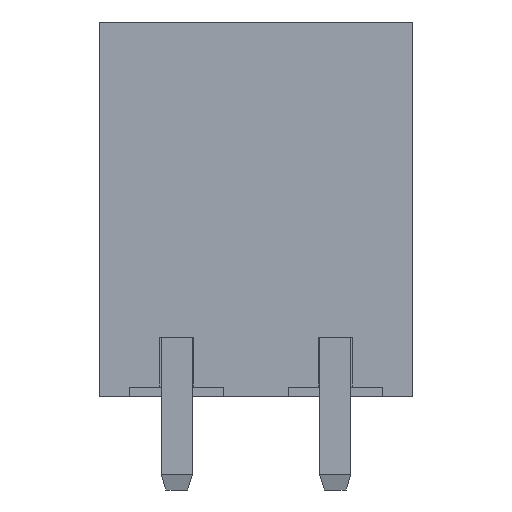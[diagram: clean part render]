
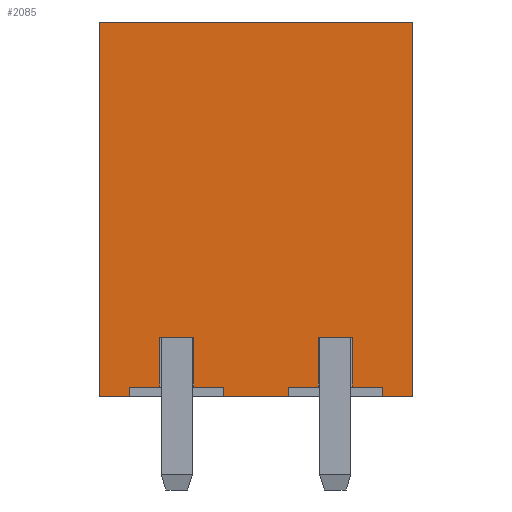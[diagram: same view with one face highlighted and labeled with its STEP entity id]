
A CAD part, front view. The second image highlights one B-rep face of the part: STEP entity #2085.
In plain terms, the highlighted planar face has unit normal (0, -1, 0).
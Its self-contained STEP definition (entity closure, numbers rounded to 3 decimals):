
#67=FACE_OUTER_BOUND('',#185,.T.);
#185=EDGE_LOOP('',(#1405,#1406,#1407,#1408,#1409,#1410,#1411,#1412,#1413,
#1414,#1415,#1416,#1417,#1418,#1419,#1420,#1421,#1422,#1423,#1424));
#292=LINE('',#2923,#570);
#298=LINE('',#2935,#576);
#301=LINE('',#2940,#579);
#307=LINE('',#2954,#585);
#315=LINE('',#2969,#593);
#316=LINE('',#2971,#594);
#331=LINE('',#3002,#609);
#332=LINE('',#3004,#610);
#333=LINE('',#3006,#611);
#334=LINE('',#3008,#612);
#335=LINE('',#3009,#613);
#336=LINE('',#3011,#614);
#337=LINE('',#3013,#615);
#338=LINE('',#3015,#616);
#339=LINE('',#3017,#617);
#340=LINE('',#3019,#618);
#341=LINE('',#3021,#619);
#342=LINE('',#3023,#620);
#343=LINE('',#3025,#621);
#344=LINE('',#3026,#622);
#570=VECTOR('',#2354,10.);
#576=VECTOR('',#2362,10.);
#579=VECTOR('',#2369,10.);
#585=VECTOR('',#2377,10.);
#593=VECTOR('',#2389,10.);
#594=VECTOR('',#2392,10.);
#609=VECTOR('',#2417,10.);
#610=VECTOR('',#2418,10.);
#611=VECTOR('',#2419,10.);
#612=VECTOR('',#2420,10.);
#613=VECTOR('',#2421,10.);
#614=VECTOR('',#2422,10.);
#615=VECTOR('',#2423,10.);
#616=VECTOR('',#2424,10.);
#617=VECTOR('',#2425,10.);
#618=VECTOR('',#2426,10.);
#619=VECTOR('',#2427,10.);
#620=VECTOR('',#2428,10.);
#621=VECTOR('',#2429,10.);
#622=VECTOR('',#2430,10.);
#848=VERTEX_POINT('',#2920);
#849=VERTEX_POINT('',#2922);
#851=VERTEX_POINT('',#2928);
#854=VERTEX_POINT('',#2933);
#860=VERTEX_POINT('',#2951);
#861=VERTEX_POINT('',#2953);
#865=VERTEX_POINT('',#2965);
#866=VERTEX_POINT('',#2967);
#877=VERTEX_POINT('',#3001);
#878=VERTEX_POINT('',#3003);
#879=VERTEX_POINT('',#3005);
#880=VERTEX_POINT('',#3007);
#881=VERTEX_POINT('',#3010);
#882=VERTEX_POINT('',#3012);
#883=VERTEX_POINT('',#3014);
#884=VERTEX_POINT('',#3016);
#885=VERTEX_POINT('',#3018);
#886=VERTEX_POINT('',#3020);
#887=VERTEX_POINT('',#3022);
#888=VERTEX_POINT('',#3024);
#1044=EDGE_CURVE('',#849,#848,#292,.T.);
#1050=EDGE_CURVE('',#851,#854,#298,.T.);
#1053=EDGE_CURVE('',#854,#849,#301,.T.);
#1059=EDGE_CURVE('',#861,#860,#307,.T.);
#1067=EDGE_CURVE('',#865,#866,#315,.T.);
#1068=EDGE_CURVE('',#866,#861,#316,.T.);
#1083=EDGE_CURVE('',#848,#877,#331,.T.);
#1084=EDGE_CURVE('',#877,#878,#332,.T.);
#1085=EDGE_CURVE('',#879,#878,#333,.T.);
#1086=EDGE_CURVE('',#879,#880,#334,.T.);
#1087=EDGE_CURVE('',#880,#865,#335,.T.);
#1088=EDGE_CURVE('',#860,#881,#336,.T.);
#1089=EDGE_CURVE('',#881,#882,#337,.T.);
#1090=EDGE_CURVE('',#883,#882,#338,.T.);
#1091=EDGE_CURVE('',#883,#884,#339,.T.);
#1092=EDGE_CURVE('',#885,#884,#340,.T.);
#1093=EDGE_CURVE('',#886,#885,#341,.T.);
#1094=EDGE_CURVE('',#887,#886,#342,.T.);
#1095=EDGE_CURVE('',#887,#888,#343,.T.);
#1096=EDGE_CURVE('',#888,#851,#344,.T.);
#1405=ORIENTED_EDGE('',*,*,#1050,.T.);
#1406=ORIENTED_EDGE('',*,*,#1053,.T.);
#1407=ORIENTED_EDGE('',*,*,#1044,.T.);
#1408=ORIENTED_EDGE('',*,*,#1083,.T.);
#1409=ORIENTED_EDGE('',*,*,#1084,.T.);
#1410=ORIENTED_EDGE('',*,*,#1085,.F.);
#1411=ORIENTED_EDGE('',*,*,#1086,.T.);
#1412=ORIENTED_EDGE('',*,*,#1087,.T.);
#1413=ORIENTED_EDGE('',*,*,#1067,.T.);
#1414=ORIENTED_EDGE('',*,*,#1068,.T.);
#1415=ORIENTED_EDGE('',*,*,#1059,.T.);
#1416=ORIENTED_EDGE('',*,*,#1088,.T.);
#1417=ORIENTED_EDGE('',*,*,#1089,.T.);
#1418=ORIENTED_EDGE('',*,*,#1090,.F.);
#1419=ORIENTED_EDGE('',*,*,#1091,.T.);
#1420=ORIENTED_EDGE('',*,*,#1092,.F.);
#1421=ORIENTED_EDGE('',*,*,#1093,.F.);
#1422=ORIENTED_EDGE('',*,*,#1094,.F.);
#1423=ORIENTED_EDGE('',*,*,#1095,.T.);
#1424=ORIENTED_EDGE('',*,*,#1096,.T.);
#1973=PLANE('',#2217);
#2085=ADVANCED_FACE('',(#67),#1973,.T.);
#2217=AXIS2_PLACEMENT_3D('',#3000,#2415,#2416);
#2354=DIRECTION('',(0.,0.,-1.));
#2362=DIRECTION('',(0.,0.,1.));
#2369=DIRECTION('',(1.,0.,0.));
#2377=DIRECTION('',(0.,0.,-1.));
#2389=DIRECTION('',(0.,0.,1.));
#2392=DIRECTION('',(1.,0.,0.));
#2415=DIRECTION('center_axis',(0.,-1.,0.));
#2416=DIRECTION('ref_axis',(-1.,0.,0.));
#2417=DIRECTION('',(1.,0.,0.));
#2418=DIRECTION('',(0.,0.,-1.));
#2419=DIRECTION('',(-1.,0.,0.));
#2420=DIRECTION('',(0.,0.,1.));
#2421=DIRECTION('',(1.,0.,0.));
#2422=DIRECTION('',(1.,0.,0.));
#2423=DIRECTION('',(0.,0.,-1.));
#2424=DIRECTION('',(-1.,0.,0.));
#2425=DIRECTION('',(0.,0.,1.));
#2426=DIRECTION('',(1.,0.,0.));
#2427=DIRECTION('',(0.,0.,1.));
#2428=DIRECTION('',(-1.,0.,0.));
#2429=DIRECTION('',(0.,0.,1.));
#2430=DIRECTION('',(1.,0.,0.));
#2920=CARTESIAN_POINT('',(3.01,0.,-0.7));
#2922=CARTESIAN_POINT('',(3.01,0.,0.9));
#2923=CARTESIAN_POINT('',(3.01,0.,-0.5));
#2928=CARTESIAN_POINT('',(1.91,0.,-0.7));
#2933=CARTESIAN_POINT('',(1.91,0.,0.9));
#2935=CARTESIAN_POINT('',(1.91,0.,-0.5));
#2940=CARTESIAN_POINT('',(7.5,0.,0.9));
#2951=CARTESIAN_POINT('',(8.09,0.,-0.7));
#2953=CARTESIAN_POINT('',(8.09,0.,0.9));
#2954=CARTESIAN_POINT('',(8.09,0.,-0.5));
#2965=CARTESIAN_POINT('',(6.99,0.,-0.7));
#2967=CARTESIAN_POINT('',(6.99,0.,0.9));
#2969=CARTESIAN_POINT('',(6.99,0.,-0.5));
#2971=CARTESIAN_POINT('',(7.5,0.,0.9));
#3000=CARTESIAN_POINT('Origin',(10.,0.,0.));
#3001=CARTESIAN_POINT('',(3.96,0.,-0.7));
#3002=CARTESIAN_POINT('',(7.5,0.,-0.7));
#3003=CARTESIAN_POINT('',(3.96,0.,-1.));
#3004=CARTESIAN_POINT('',(3.96,0.,-0.5));
#3005=CARTESIAN_POINT('',(6.04,0.,-1.));
#3006=CARTESIAN_POINT('',(0.,0.,-1.));
#3007=CARTESIAN_POINT('',(6.04,0.,-0.7));
#3008=CARTESIAN_POINT('',(6.04,0.,-0.5));
#3009=CARTESIAN_POINT('',(7.5,0.,-0.7));
#3010=CARTESIAN_POINT('',(9.04,0.,-0.7));
#3011=CARTESIAN_POINT('',(7.5,0.,-0.7));
#3012=CARTESIAN_POINT('',(9.04,0.,-1.));
#3013=CARTESIAN_POINT('',(9.04,0.,-0.5));
#3014=CARTESIAN_POINT('',(10.,0.,-1.));
#3015=CARTESIAN_POINT('',(0.,0.,-1.));
#3016=CARTESIAN_POINT('',(10.,0.,11.));
#3017=CARTESIAN_POINT('',(10.,0.,0.));
#3018=CARTESIAN_POINT('',(0.,0.,11.));
#3019=CARTESIAN_POINT('',(0.,0.,11.));
#3020=CARTESIAN_POINT('',(0.,0.,-1.));
#3021=CARTESIAN_POINT('',(0.,0.,0.));
#3022=CARTESIAN_POINT('',(0.96,0.,-1.));
#3023=CARTESIAN_POINT('',(0.,0.,-1.));
#3024=CARTESIAN_POINT('',(0.96,0.,-0.7));
#3025=CARTESIAN_POINT('',(0.96,0.,-0.5));
#3026=CARTESIAN_POINT('',(7.5,0.,-0.7));
